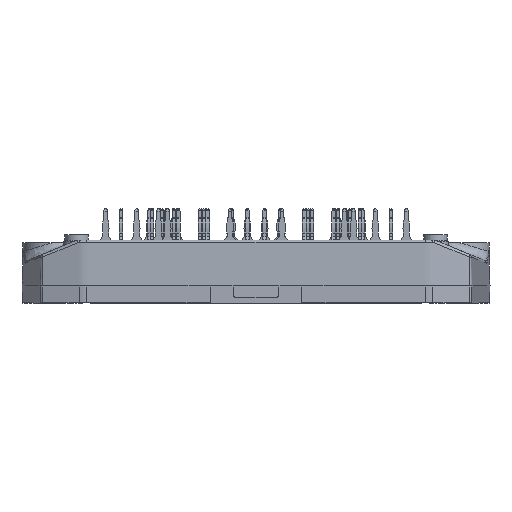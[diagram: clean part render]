
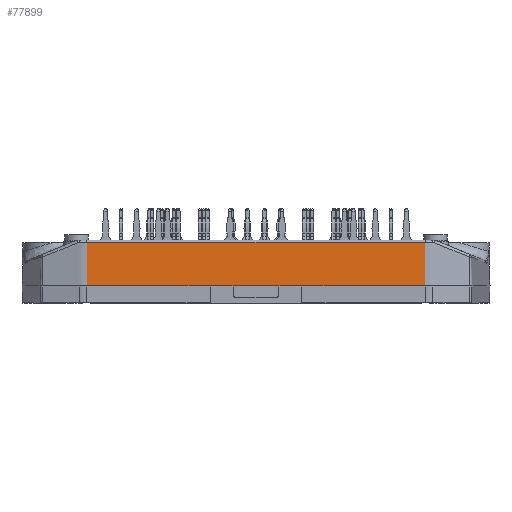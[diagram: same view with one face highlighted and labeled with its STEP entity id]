
A CAD part, front view. The second image highlights one B-rep face of the part: STEP entity #77899.
In plain terms, the highlighted planar face has unit normal (0, -1, 0.026).
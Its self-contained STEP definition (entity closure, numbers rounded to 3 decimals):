
#10304=ORIENTED_EDGE('',*,*,#25240,.F.);
#10305=ORIENTED_EDGE('',*,*,#25241,.T.);
#10306=ORIENTED_EDGE('',*,*,#24957,.F.);
#10307=ORIENTED_EDGE('',*,*,#25242,.F.);
#10308=ORIENTED_EDGE('',*,*,#25243,.T.);
#10309=ORIENTED_EDGE('',*,*,#25244,.T.);
#10310=ORIENTED_EDGE('',*,*,#25227,.T.);
#10311=ORIENTED_EDGE('',*,*,#25245,.F.);
#10312=ORIENTED_EDGE('',*,*,#25221,.F.);
#10313=ORIENTED_EDGE('',*,*,#24944,.F.);
#24944=EDGE_CURVE('',#32610,#32611,#37461,.T.);
#24957=EDGE_CURVE('',#32620,#32621,#37469,.T.);
#25221=EDGE_CURVE('',#32611,#32780,#37603,.T.);
#25227=EDGE_CURVE('',#32786,#32785,#37607,.T.);
#25240=EDGE_CURVE('',#32797,#32610,#37615,.T.);
#25241=EDGE_CURVE('',#32797,#32621,#37616,.F.);
#25242=EDGE_CURVE('',#32798,#32620,#37617,.F.);
#25243=EDGE_CURVE('',#32798,#32799,#37618,.T.);
#25244=EDGE_CURVE('',#32799,#32786,#37619,.T.);
#25245=EDGE_CURVE('',#32780,#32785,#37620,.T.);
#32610=VERTEX_POINT('',#109569);
#32611=VERTEX_POINT('',#109571);
#32620=VERTEX_POINT('',#109604);
#32621=VERTEX_POINT('',#109605);
#32780=VERTEX_POINT('',#110679);
#32785=VERTEX_POINT('',#110689);
#32786=VERTEX_POINT('',#110691);
#32797=VERTEX_POINT('',#110800);
#32798=VERTEX_POINT('',#110803);
#32799=VERTEX_POINT('',#110805);
#37461=LINE('',#109570,#42365);
#37469=LINE('',#109603,#42373);
#37603=LINE('',#110678,#42507);
#37607=LINE('',#110690,#42511);
#37615=LINE('',#110799,#42519);
#37616=LINE('',#110801,#42520);
#37617=LINE('',#110802,#42521);
#37618=LINE('',#110804,#42522);
#37619=LINE('',#110806,#42523);
#37620=LINE('',#110807,#42524);
#42365=VECTOR('',#90532,1000.);
#42373=VECTOR('',#90556,1000.);
#42507=VECTOR('',#91018,1000.);
#42511=VECTOR('',#91026,1000.);
#42519=VECTOR('',#91038,1000.);
#42520=VECTOR('',#91039,1000.);
#42521=VECTOR('',#91040,1000.);
#42522=VECTOR('',#91041,1000.);
#42523=VECTOR('',#91042,1000.);
#42524=VECTOR('',#91043,1000.);
#47366=EDGE_LOOP('',(#10304,#10305,#10306,#10307,#10308,#10309,#10310,#10311,
#10312,#10313));
#50772=FACE_BOUND('',#47366,.T.);
#53406=PLANE('',#82180);
#77899=ADVANCED_FACE('',(#50772),#53406,.T.);
#82180=AXIS2_PLACEMENT_3D('',#110798,#91036,#91037);
#90532=DIRECTION('',(-1.,0.,0.));
#90556=DIRECTION('',(1.,0.,0.));
#91018=DIRECTION('',(-1.,0.,0.));
#91026=DIRECTION('',(1.,0.,0.));
#91036=DIRECTION('',(0.,-1.,0.026));
#91037=DIRECTION('',(0.,0.026,1.));
#91038=DIRECTION('',(-1.,0.,0.));
#91039=DIRECTION('',(0.006,-0.026,-1.));
#91040=DIRECTION('',(-0.006,-0.026,-1.));
#91041=DIRECTION('',(1.,0.,0.));
#91042=DIRECTION('',(1.,0.,0.));
#91043=DIRECTION('',(-1.,0.,0.));
#109569=CARTESIAN_POINT('',(29.513,-30.776,2.02));
#109570=CARTESIAN_POINT('',(17.961,-30.776,2.02));
#109571=CARTESIAN_POINT('',(8.,-30.776,2.02));
#109603=CARTESIAN_POINT('',(27.533,-30.58,9.533));
#109604=CARTESIAN_POINT('',(-29.469,-30.58,9.533));
#109605=CARTESIAN_POINT('',(29.469,-30.58,9.533));
#110678=CARTESIAN_POINT('',(17.961,-30.776,2.02));
#110679=CARTESIAN_POINT('',(4.,-30.776,2.02));
#110689=CARTESIAN_POINT('',(-4.,-30.776,2.02));
#110690=CARTESIAN_POINT('',(-17.961,-30.776,2.02));
#110691=CARTESIAN_POINT('',(-8.,-30.776,2.02));
#110798=CARTESIAN_POINT('',(17.961,-30.776,2.02));
#110799=CARTESIAN_POINT('',(17.961,-30.776,2.02));
#110800=CARTESIAN_POINT('',(29.513,-30.776,2.02));
#110801=CARTESIAN_POINT('',(29.512,-30.775,2.087));
#110802=CARTESIAN_POINT('',(-29.512,-30.775,2.087));
#110803=CARTESIAN_POINT('',(-29.513,-30.776,2.02));
#110804=CARTESIAN_POINT('',(-17.961,-30.776,2.02));
#110805=CARTESIAN_POINT('',(-29.513,-30.776,2.02));
#110806=CARTESIAN_POINT('',(-17.961,-30.776,2.02));
#110807=CARTESIAN_POINT('',(-17.961,-30.776,2.02));
